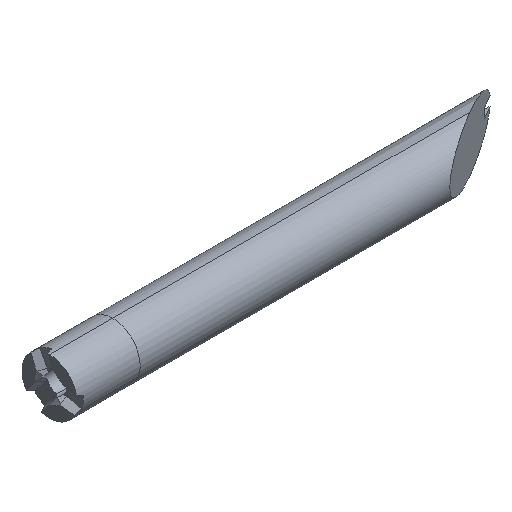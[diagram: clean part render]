
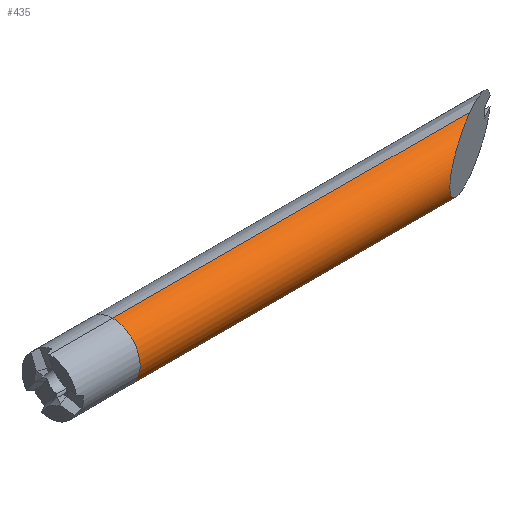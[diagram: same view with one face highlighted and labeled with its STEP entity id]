
A CAD part, isometric view. The second image highlights one B-rep face of the part: STEP entity #435.
In plain terms, the highlighted cylindrical face has radius 3.5 mm (diameter 7 mm), a partial arc.
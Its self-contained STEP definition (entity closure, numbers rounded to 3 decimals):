
#69 = CARTESIAN_POINT ( 'NONE',  ( 19.25, 0., -3.5 ) ) ;
#121 = EDGE_CURVE ( 'NONE', #453, #304, #1489, .T. ) ;
#127 = CARTESIAN_POINT ( 'NONE',  ( -26.1, 0., 3.5 ) ) ;
#136 = DIRECTION ( 'NONE',  ( 0., 0., 1. ) ) ;
#137 = CARTESIAN_POINT ( 'NONE',  ( -26.1, 0., 0. ) ) ;
#209 = VECTOR ( 'NONE', #832, 1000. ) ;
#286 = CARTESIAN_POINT ( 'NONE',  ( -1000., 0., 3.5 ) ) ;
#304 = VERTEX_POINT ( 'NONE', #943 ) ;
#325 = AXIS2_PLACEMENT_3D ( 'NONE', #137, #666, #1545 ) ;
#359 = CARTESIAN_POINT ( 'NONE',  ( -1000., 0., 0. ) ) ;
#423 = LINE ( 'NONE', #286, #209 ) ;
#435 = ADVANCED_FACE ( 'NONE', ( #1011 ), #1524, .T. ) ;
#453 = VERTEX_POINT ( 'NONE', #127 ) ;
#466 = VECTOR ( 'NONE', #785, 1000. ) ;
#477 = AXIS2_PLACEMENT_3D ( 'NONE', #359, #634, #136 ) ;
#549 =( BOUNDED_CURVE ( )  B_SPLINE_CURVE ( 3, ( #69, #1518, #1255, #595 ),
 .UNSPECIFIED., .F., .F. ) 
 B_SPLINE_CURVE_WITH_KNOTS ( ( 4, 4 ),
 ( 4.712, 7.854 ),
 .UNSPECIFIED. ) 
 CURVE ( )  GEOMETRIC_REPRESENTATION_ITEM ( )  RATIONAL_B_SPLINE_CURVE ( ( 1., 0.333, 0.333, 1. ) ) 
 REPRESENTATION_ITEM ( '' )  );
#595 = CARTESIAN_POINT ( 'NONE',  ( 19.25, 0., 3.5 ) ) ;
#634 = DIRECTION ( 'NONE',  ( -1., 0., 0. ) ) ;
#666 = DIRECTION ( 'NONE',  ( 1., 0., 0. ) ) ;
#772 = EDGE_LOOP ( 'NONE', ( #1236, #792, #1619, #1323 ) ) ;
#785 = DIRECTION ( 'NONE',  ( -1., 0., 0. ) ) ;
#792 = ORIENTED_EDGE ( 'NONE', *, *, #1538, .T. ) ;
#832 = DIRECTION ( 'NONE',  ( -1., 0., 0. ) ) ;
#943 = CARTESIAN_POINT ( 'NONE',  ( -26.1, 0., -3.5 ) ) ;
#960 = EDGE_CURVE ( 'NONE', #1219, #453, #423, .T. ) ;
#976 = CARTESIAN_POINT ( 'NONE',  ( 19.25, 0., -3.5 ) ) ;
#1011 = FACE_OUTER_BOUND ( 'NONE', #772, .T. ) ;
#1044 = CARTESIAN_POINT ( 'NONE',  ( 19.25, 0., 3.5 ) ) ;
#1219 = VERTEX_POINT ( 'NONE', #1044 ) ;
#1236 = ORIENTED_EDGE ( 'NONE', *, *, #1681, .F. ) ;
#1255 = CARTESIAN_POINT ( 'NONE',  ( 7.126, -7., 3.5 ) ) ;
#1286 = LINE ( 'NONE', #1428, #466 ) ;
#1323 = ORIENTED_EDGE ( 'NONE', *, *, #121, .T. ) ;
#1428 = CARTESIAN_POINT ( 'NONE',  ( -1000., 0., -3.5 ) ) ;
#1489 = CIRCLE ( 'NONE', #325, 3.5 ) ;
#1518 = CARTESIAN_POINT ( 'NONE',  ( 7.126, -7., -3.5 ) ) ;
#1524 = CYLINDRICAL_SURFACE ( 'NONE', #477, 3.5 ) ;
#1538 = EDGE_CURVE ( 'NONE', #1560, #1219, #549, .T. ) ;
#1545 = DIRECTION ( 'NONE',  ( 0., 0., 1. ) ) ;
#1560 = VERTEX_POINT ( 'NONE', #976 ) ;
#1619 = ORIENTED_EDGE ( 'NONE', *, *, #960, .T. ) ;
#1681 = EDGE_CURVE ( 'NONE', #1560, #304, #1286, .T. ) ;
